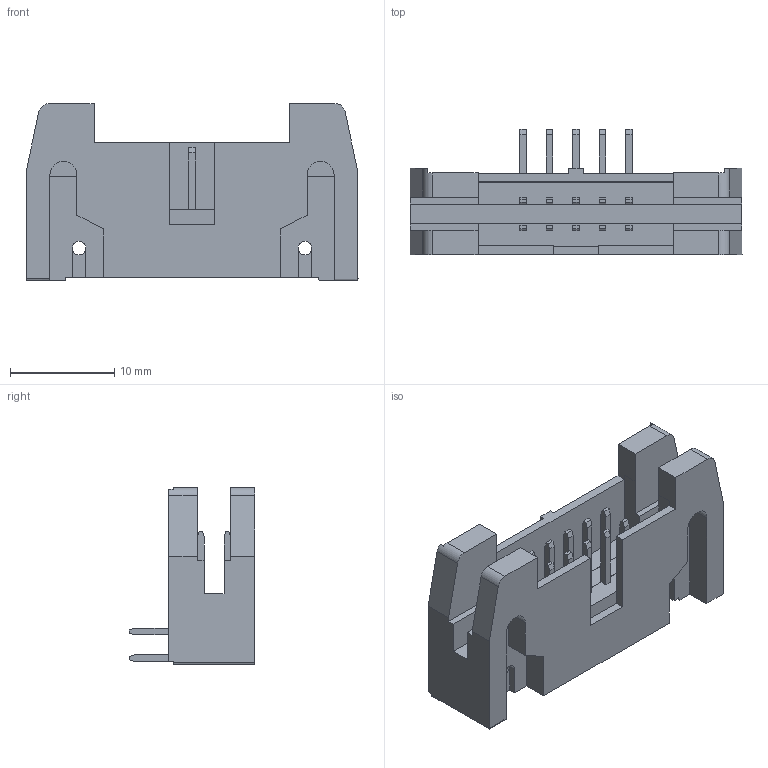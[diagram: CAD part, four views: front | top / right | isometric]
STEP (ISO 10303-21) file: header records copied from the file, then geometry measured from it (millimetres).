
FILE_DESCRIPTION(('STEP AP214'),'1');
FILE_NAME('header_awh10a-0502-t.stp','2015-04-20T14:42:11',('TraceParts'),('TraceParts S.A.'),'XStep 1.0',' ',' ');
FILE_SCHEMA(('automotive_design'));
Length unit declared in the file: millimetre
Products named in the file (1): 1
Bounding box: 31.9 x 12.1 x 17 mm (x, y, z)
Volume: 2308 mm3; surface area: 2561.3 mm2
Topology: 1 solids, 1 shells, 221 faces, 648 edges, 428 vertices
Faces by surface type: plane 203, cylinder 18
Entity records: 14378 total; most frequent: CARTESIAN_POINT 1298, STYLED_ITEM 1297, PRESENTATION_STYLE_ASSIGNMENT 1297, COLOUR_RGB 1297, ORIENTED_EDGE 1296, DIRECTION 1124, EDGE_CURVE 648, CURVE_STYLE 648
